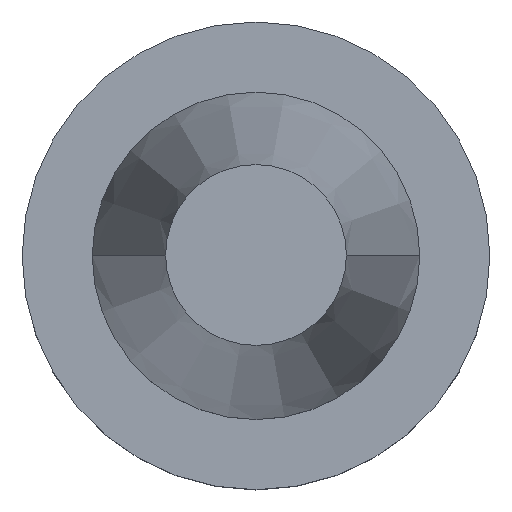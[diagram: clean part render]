
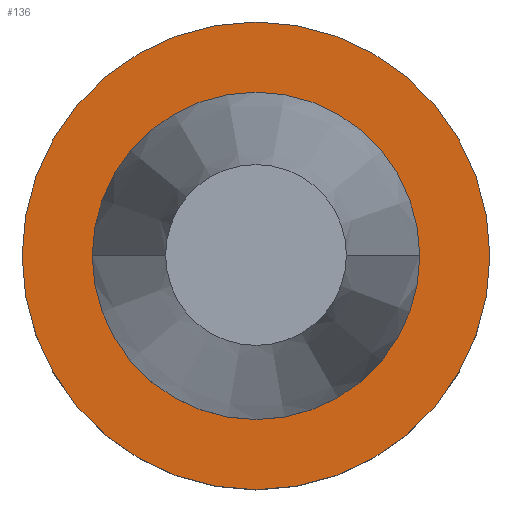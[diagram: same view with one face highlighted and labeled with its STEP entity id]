
A CAD part, top view. The second image highlights one B-rep face of the part: STEP entity #136.
In plain terms, the highlighted planar face has unit normal (0, 0, 1).
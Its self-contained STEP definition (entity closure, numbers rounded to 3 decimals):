
#24 = VERTEX_POINT ( 'NONE', #199 ) ;
#49 = EDGE_CURVE ( 'NONE', #24, #255, #1062, .T. ) ;
#66 = DIRECTION ( 'NONE',  ( -1., 0., 0. ) ) ;
#83 = ORIENTED_EDGE ( 'NONE', *, *, #879, .T. ) ;
#87 = PLANE ( 'NONE',  #867 ) ;
#93 = ORIENTED_EDGE ( 'NONE', *, *, #119, .T. ) ;
#111 = EDGE_LOOP ( 'NONE', ( #305, #187 ) ) ;
#114 = DIRECTION ( 'NONE',  ( 1., 0., 0. ) ) ;
#119 = EDGE_CURVE ( 'NONE', #959, #790, #470, .T. ) ;
#136 = ADVANCED_FACE ( 'NONE', ( #910, #587 ), #87, .F. ) ;
#167 = DIRECTION ( 'NONE',  ( 0., 0., 1. ) ) ;
#187 = ORIENTED_EDGE ( 'NONE', *, *, #994, .F. ) ;
#196 = DIRECTION ( 'NONE',  ( 0., 0., 1. ) ) ;
#199 = CARTESIAN_POINT ( 'NONE',  ( 22.225, 0., -1. ) ) ;
#255 = VERTEX_POINT ( 'NONE', #265 ) ;
#265 = CARTESIAN_POINT ( 'NONE',  ( -22.225, 0., -1. ) ) ;
#302 = CARTESIAN_POINT ( 'NONE',  ( -31.75, 0., -1. ) ) ;
#305 = ORIENTED_EDGE ( 'NONE', *, *, #49, .F. ) ;
#386 = DIRECTION ( 'NONE',  ( 0., 0., 1. ) ) ;
#405 = DIRECTION ( 'NONE',  ( 1., 0., 0. ) ) ;
#408 = AXIS2_PLACEMENT_3D ( 'NONE', #949, #196, #114 ) ;
#426 = DIRECTION ( 'NONE',  ( 0., 0., -1. ) ) ;
#470 = CIRCLE ( 'NONE', #1079, 31.75 ) ;
#501 = CARTESIAN_POINT ( 'NONE',  ( 0., 31.75, -1. ) ) ;
#587 = FACE_OUTER_BOUND ( 'NONE', #919, .T. ) ;
#625 = DIRECTION ( 'NONE',  ( 1., 0., 0. ) ) ;
#648 = DIRECTION ( 'NONE',  ( 0., 0., 1. ) ) ;
#736 = AXIS2_PLACEMENT_3D ( 'NONE', #746, #167, #986 ) ;
#746 = CARTESIAN_POINT ( 'NONE',  ( 0., 0., -1. ) ) ;
#790 = VERTEX_POINT ( 'NONE', #1040 ) ;
#831 = AXIS2_PLACEMENT_3D ( 'NONE', #1055, #386, #625 ) ;
#867 = AXIS2_PLACEMENT_3D ( 'NONE', #501, #426, #66 ) ;
#879 = EDGE_CURVE ( 'NONE', #790, #959, #1011, .T. ) ;
#900 = CARTESIAN_POINT ( 'NONE',  ( 0., 0., -1. ) ) ;
#910 = FACE_BOUND ( 'NONE', #111, .T. ) ;
#919 = EDGE_LOOP ( 'NONE', ( #83, #93 ) ) ;
#949 = CARTESIAN_POINT ( 'NONE',  ( 0., 0., -1. ) ) ;
#959 = VERTEX_POINT ( 'NONE', #302 ) ;
#986 = DIRECTION ( 'NONE',  ( 1., 0., 0. ) ) ;
#994 = EDGE_CURVE ( 'NONE', #255, #24, #997, .T. ) ;
#997 = CIRCLE ( 'NONE', #831, 22.225 ) ;
#1011 = CIRCLE ( 'NONE', #408, 31.75 ) ;
#1040 = CARTESIAN_POINT ( 'NONE',  ( 31.75, 0., -1. ) ) ;
#1055 = CARTESIAN_POINT ( 'NONE',  ( 0., 0., -1. ) ) ;
#1062 = CIRCLE ( 'NONE', #736, 22.225 ) ;
#1079 = AXIS2_PLACEMENT_3D ( 'NONE', #900, #648, #405 ) ;
